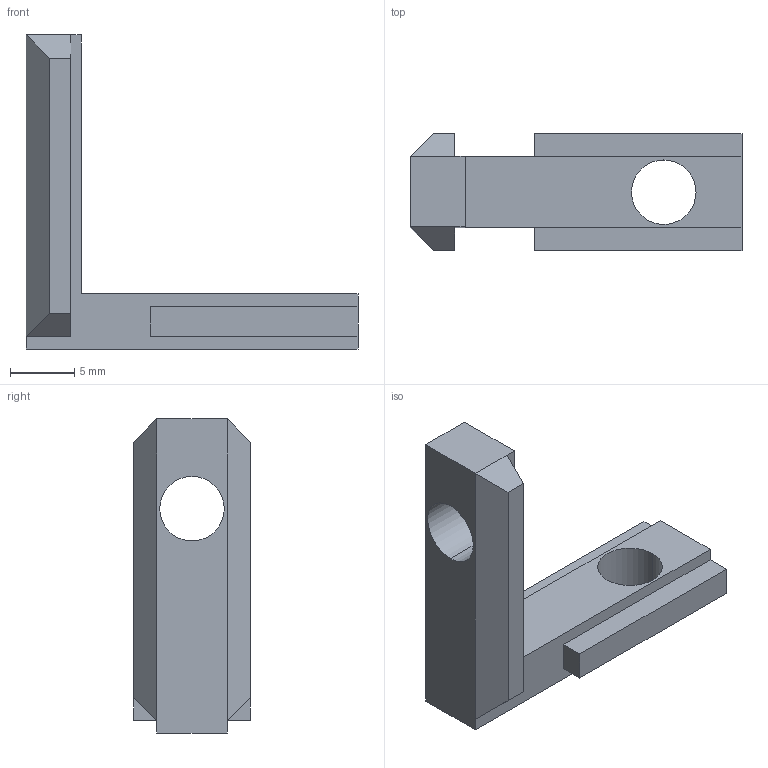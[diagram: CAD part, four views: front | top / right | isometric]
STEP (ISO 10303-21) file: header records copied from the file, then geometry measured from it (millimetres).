
FILE_DESCRIPTION (( 'STEP AP214' ), '1' );
FILE_NAME ('566C942A-55EE-4543-BEF9-D15FEB1DE7F0.STEP', '2024-04-22T13:00:34', ( '' ), ( '' ), 'SwSTEP 2.0', 'SolidWorks 2022', '' );
FILE_SCHEMA (( 'AUTOMOTIVE_DESIGN' ));
Length unit declared in the file: millimetre
Products named in the file (1): 566C942A-55EE-4543-BEF9-D15FEB1DE7F0
Bounding box: 25.9 x 9.1 x 24.5 mm (x, y, z)
Volume: 1258.7 mm3; surface area: 1258.7 mm2
Topology: 1 solids, 1 shells, 30 faces, 78 edges, 50 vertices
Faces by surface type: plane 26, cylinder 4
Entity records: 944 total; most frequent: CARTESIAN_POINT 159, ORIENTED_EDGE 156, DIRECTION 148, EDGE_CURVE 78, VECTOR 70, LINE 70, VERTEX_POINT 50, AXIS2_PLACEMENT_3D 39
